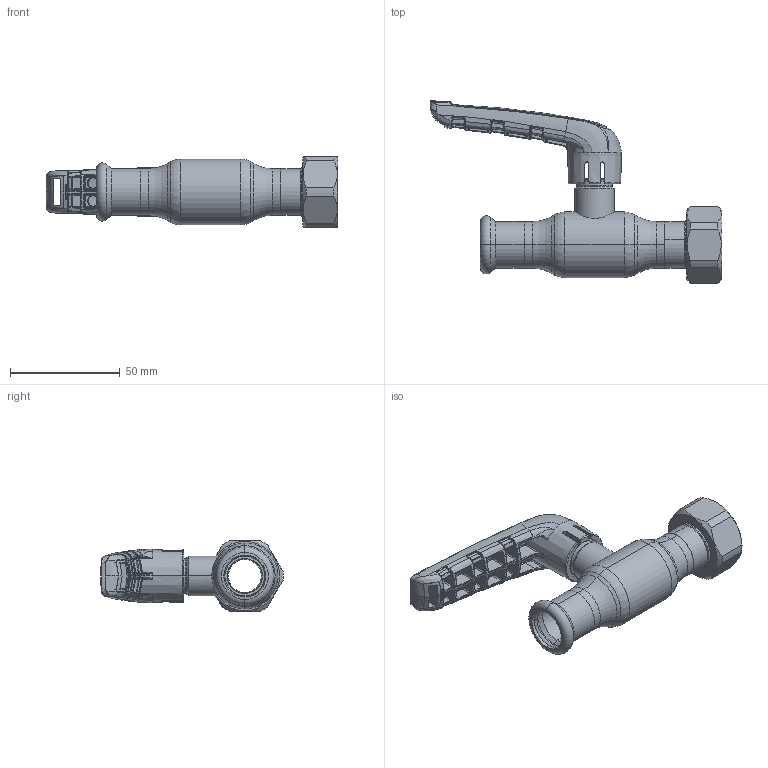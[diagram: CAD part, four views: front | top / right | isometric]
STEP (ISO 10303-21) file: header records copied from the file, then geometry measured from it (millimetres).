
FILE_DESCRIPTION (( 'STEP AP214' ), '1' );
FILE_NAME ('XPR11400 DN15 G34 x 18.step', '2018-09-18T10:40:17', ( '' ), ( '' ), 'SwSTEP 2.0', 'SolidWorks 2017', '' );
FILE_SCHEMA (( 'AUTOMOTIVE_DESIGN' ));
Length unit declared in the file: millimetre
Products named in the file (1): XPR11400 DN15 G34 x 18
Bounding box: 132.68 x 83.07 x 32 mm (x, y, z)
Surface area: 25609.1 mm2 (no closed solid volume)
Topology: 0 solids, 13 shells, 826 faces, 2493 edges, 1569 vertices
Faces by surface type: bspline 653, plane 60, cylinder 48, cone 36, torus 27, sphere 2
Entity records: 59631 total; most frequent: CARTESIAN_POINT 34281, ORIENTED_EDGE 4209, EDGE_CURVE 2459, DIRECTION 1715, B_SPLINE_CURVE_WITH_KNOTS 1681, VERTEX_POINT 1565, EDGE_LOOP 853, UNCERTAINTY_MEASURE_WITH_UNIT 828
